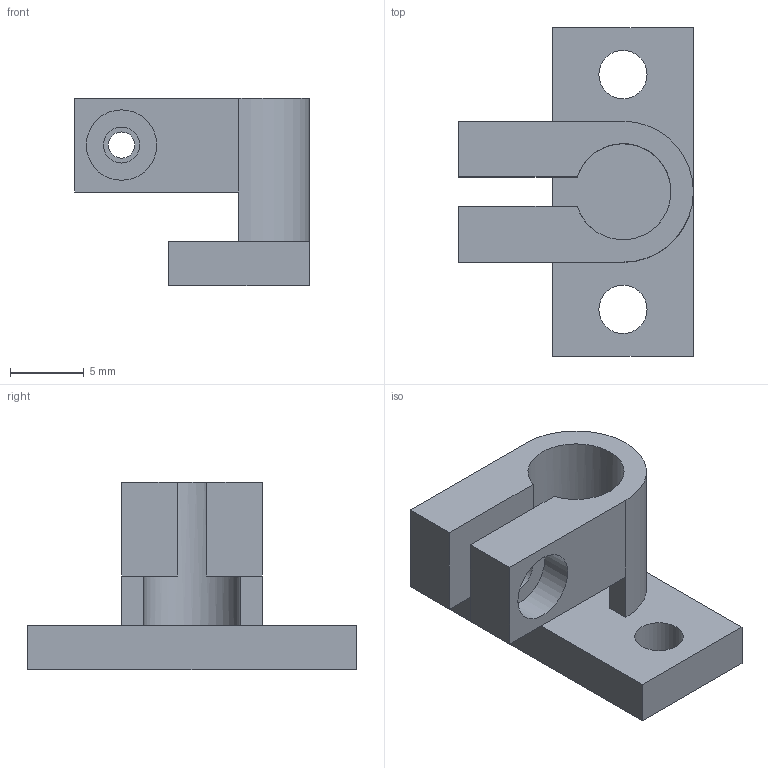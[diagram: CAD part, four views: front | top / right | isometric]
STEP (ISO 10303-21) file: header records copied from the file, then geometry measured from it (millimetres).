
FILE_DESCRIPTION(('Open CASCADE Model'),'2;1');
FILE_NAME('Open CASCADE Shape Model','2021-02-27T09:42:32',('Author'),( 'Open CASCADE'),'Open CASCADE STEP processor 7.4','Open CASCADE 7.4' ,'Unknown');
FILE_SCHEMA(('AUTOMOTIVE_DESIGN { 1 0 10303 214 1 1 1 1 }'));
Length unit declared in the file: millimetre
Products named in the file (1): Open CASCADE STEP translator 7.4 18
Bounding box: 15.88 x 22.23 x 12.7 mm (x, y, z)
Volume: 1180 mm3; surface area: 1437.3 mm2
Topology: 1 solids, 1 shells, 25 faces, 63 edges, 41 vertices
Faces by surface type: plane 18, cylinder 7
Full cylindrical faces by diameter (mm): 1.778 x1, 2.438 x1, 3.264 x2, 4.763 x1
Entity records: 1620 total; most frequent: CARTESIAN_POINT 350, DIRECTION 229, LINE 139, VECTOR 139, ORIENTED_EDGE 126, PCURVE 126, DEFINITIONAL_REPRESENTATION 126, EDGE_CURVE 63
